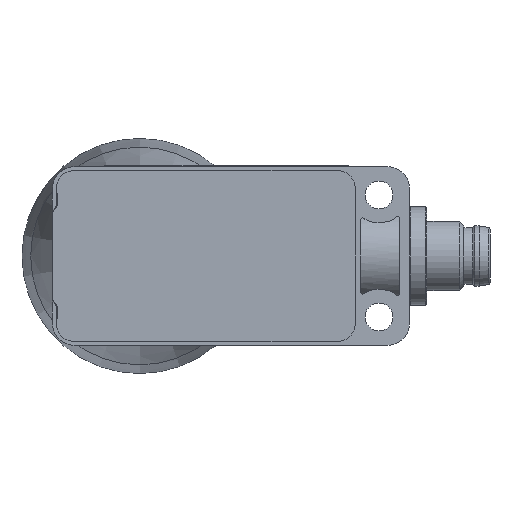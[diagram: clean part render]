
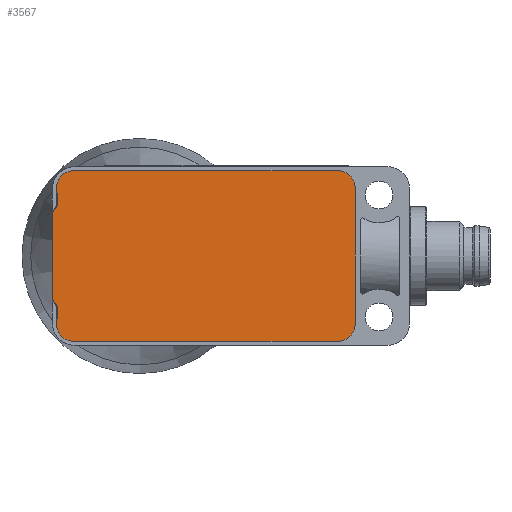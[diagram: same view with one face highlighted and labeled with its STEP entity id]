
A CAD part, left-side view. The second image highlights one B-rep face of the part: STEP entity #3567.
In plain terms, the highlighted planar face has unit normal (-1, 0, 0).
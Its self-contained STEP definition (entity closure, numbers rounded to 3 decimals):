
#124=CIRCLE('',#3932,2.062);
#125=CIRCLE('',#3933,2.062);
#126=CIRCLE('',#3934,2.062);
#127=CIRCLE('',#3935,2.062);
#128=CIRCLE('',#3936,2.063);
#129=CIRCLE('',#3937,0.1);
#130=CIRCLE('',#3938,0.1);
#131=CIRCLE('',#3939,0.1);
#132=CIRCLE('',#3940,0.1);
#133=CIRCLE('',#3941,2.063);
#342=FACE_OUTER_BOUND('',#536,.T.);
#536=EDGE_LOOP('',(#2439,#2440,#2441,#2442,#2443,#2444,#2445,#2446,#2447,
#2448,#2449,#2450,#2451,#2452,#2453,#2454,#2455,#2456,#2457,#2458,#2459,
#2460,#2461,#2462,#2463,#2464,#2465,#2466));
#774=LINE('',#5594,#1109);
#777=LINE('',#5605,#1112);
#781=LINE('',#5616,#1116);
#785=LINE('',#5626,#1120);
#790=LINE('',#5636,#1125);
#802=LINE('',#5660,#1137);
#832=LINE('',#5722,#1167);
#833=LINE('',#5726,#1168);
#834=LINE('',#5730,#1169);
#835=LINE('',#5734,#1170);
#836=LINE('',#5737,#1171);
#837=LINE('',#5740,#1172);
#838=LINE('',#5742,#1173);
#839=LINE('',#5746,#1174);
#840=LINE('',#5750,#1175);
#841=LINE('',#5754,#1176);
#842=LINE('',#5758,#1177);
#843=LINE('',#5759,#1178);
#1109=VECTOR('',#4372,1000.);
#1112=VECTOR('',#4381,1000.);
#1116=VECTOR('',#4389,1000.);
#1120=VECTOR('',#4397,1000.);
#1125=VECTOR('',#4404,1000.);
#1137=VECTOR('',#4418,1000.);
#1167=VECTOR('',#4472,1000.);
#1168=VECTOR('',#4475,1000.);
#1169=VECTOR('',#4478,1000.);
#1170=VECTOR('',#4481,1000.);
#1171=VECTOR('',#4484,1000.);
#1172=VECTOR('',#4487,1000.);
#1173=VECTOR('',#4488,1000.);
#1174=VECTOR('',#4491,1000.);
#1175=VECTOR('',#4494,1000.);
#1176=VECTOR('',#4497,1000.);
#1177=VECTOR('',#4500,1000.);
#1178=VECTOR('',#4501,1000.);
#1459=VERTEX_POINT('',#5592);
#1460=VERTEX_POINT('',#5593);
#1463=VERTEX_POINT('',#5601);
#1465=VERTEX_POINT('',#5604);
#1469=VERTEX_POINT('',#5613);
#1470=VERTEX_POINT('',#5615);
#1472=VERTEX_POINT('',#5620);
#1474=VERTEX_POINT('',#5624);
#1478=VERTEX_POINT('',#5634);
#1489=VERTEX_POINT('',#5659);
#1509=VERTEX_POINT('',#5721);
#1510=VERTEX_POINT('',#5723);
#1511=VERTEX_POINT('',#5725);
#1512=VERTEX_POINT('',#5727);
#1513=VERTEX_POINT('',#5729);
#1514=VERTEX_POINT('',#5731);
#1515=VERTEX_POINT('',#5733);
#1516=VERTEX_POINT('',#5735);
#1517=VERTEX_POINT('',#5739);
#1518=VERTEX_POINT('',#5741);
#1519=VERTEX_POINT('',#5743);
#1520=VERTEX_POINT('',#5745);
#1521=VERTEX_POINT('',#5747);
#1522=VERTEX_POINT('',#5749);
#1523=VERTEX_POINT('',#5751);
#1524=VERTEX_POINT('',#5753);
#1525=VERTEX_POINT('',#5755);
#1526=VERTEX_POINT('',#5757);
#1819=EDGE_CURVE('',#1459,#1460,#774,.F.);
#1824=EDGE_CURVE('',#1463,#1465,#777,.T.);
#1829=EDGE_CURVE('',#1469,#1470,#781,.F.);
#1834=EDGE_CURVE('',#1474,#1472,#785,.T.);
#1839=EDGE_CURVE('',#1459,#1478,#790,.F.);
#1851=EDGE_CURVE('',#1489,#1470,#802,.F.);
#1885=EDGE_CURVE('',#1509,#1478,#832,.F.);
#1886=EDGE_CURVE('',#1510,#1509,#124,.T.);
#1887=EDGE_CURVE('',#1511,#1510,#833,.F.);
#1888=EDGE_CURVE('',#1512,#1511,#125,.T.);
#1889=EDGE_CURVE('',#1513,#1512,#834,.F.);
#1890=EDGE_CURVE('',#1514,#1513,#126,.T.);
#1891=EDGE_CURVE('',#1515,#1514,#835,.F.);
#1892=EDGE_CURVE('',#1516,#1515,#127,.T.);
#1893=EDGE_CURVE('',#1489,#1516,#836,.F.);
#1894=EDGE_CURVE('',#1472,#1469,#128,.T.);
#1895=EDGE_CURVE('',#1517,#1474,#837,.T.);
#1896=EDGE_CURVE('',#1518,#1517,#838,.T.);
#1897=EDGE_CURVE('',#1518,#1519,#129,.T.);
#1898=EDGE_CURVE('',#1520,#1519,#839,.T.);
#1899=EDGE_CURVE('',#1521,#1520,#130,.T.);
#1900=EDGE_CURVE('',#1522,#1521,#840,.T.);
#1901=EDGE_CURVE('',#1523,#1522,#131,.T.);
#1902=EDGE_CURVE('',#1524,#1523,#841,.T.);
#1903=EDGE_CURVE('',#1524,#1525,#132,.T.);
#1904=EDGE_CURVE('',#1526,#1525,#842,.T.);
#1905=EDGE_CURVE('',#1465,#1526,#843,.T.);
#1906=EDGE_CURVE('',#1460,#1463,#133,.T.);
#2439=ORIENTED_EDGE('',*,*,#1839,.T.);
#2440=ORIENTED_EDGE('',*,*,#1885,.F.);
#2441=ORIENTED_EDGE('',*,*,#1886,.F.);
#2442=ORIENTED_EDGE('',*,*,#1887,.F.);
#2443=ORIENTED_EDGE('',*,*,#1888,.F.);
#2444=ORIENTED_EDGE('',*,*,#1889,.F.);
#2445=ORIENTED_EDGE('',*,*,#1890,.F.);
#2446=ORIENTED_EDGE('',*,*,#1891,.F.);
#2447=ORIENTED_EDGE('',*,*,#1892,.F.);
#2448=ORIENTED_EDGE('',*,*,#1893,.F.);
#2449=ORIENTED_EDGE('',*,*,#1851,.T.);
#2450=ORIENTED_EDGE('',*,*,#1829,.F.);
#2451=ORIENTED_EDGE('',*,*,#1894,.F.);
#2452=ORIENTED_EDGE('',*,*,#1834,.F.);
#2453=ORIENTED_EDGE('',*,*,#1895,.F.);
#2454=ORIENTED_EDGE('',*,*,#1896,.F.);
#2455=ORIENTED_EDGE('',*,*,#1897,.T.);
#2456=ORIENTED_EDGE('',*,*,#1898,.F.);
#2457=ORIENTED_EDGE('',*,*,#1899,.F.);
#2458=ORIENTED_EDGE('',*,*,#1900,.F.);
#2459=ORIENTED_EDGE('',*,*,#1901,.F.);
#2460=ORIENTED_EDGE('',*,*,#1902,.F.);
#2461=ORIENTED_EDGE('',*,*,#1903,.T.);
#2462=ORIENTED_EDGE('',*,*,#1904,.F.);
#2463=ORIENTED_EDGE('',*,*,#1905,.F.);
#2464=ORIENTED_EDGE('',*,*,#1824,.F.);
#2465=ORIENTED_EDGE('',*,*,#1906,.F.);
#2466=ORIENTED_EDGE('',*,*,#1819,.F.);
#3269=PLANE('',#3931);
#3567=ADVANCED_FACE('',(#342),#3269,.F.);
#3931=AXIS2_PLACEMENT_3D('',#5720,#4470,#4471);
#3932=AXIS2_PLACEMENT_3D('',#5724,#4473,#4474);
#3933=AXIS2_PLACEMENT_3D('',#5728,#4476,#4477);
#3934=AXIS2_PLACEMENT_3D('',#5732,#4479,#4480);
#3935=AXIS2_PLACEMENT_3D('',#5736,#4482,#4483);
#3936=AXIS2_PLACEMENT_3D('',#5738,#4485,#4486);
#3937=AXIS2_PLACEMENT_3D('',#5744,#4489,#4490);
#3938=AXIS2_PLACEMENT_3D('',#5748,#4492,#4493);
#3939=AXIS2_PLACEMENT_3D('',#5752,#4495,#4496);
#3940=AXIS2_PLACEMENT_3D('',#5756,#4498,#4499);
#3941=AXIS2_PLACEMENT_3D('',#5760,#4502,#4503);
#4372=DIRECTION('',(0.,0.,1.));
#4381=DIRECTION('',(0.,0.,1.));
#4389=DIRECTION('',(0.,0.,1.));
#4397=DIRECTION('',(0.,0.,1.));
#4404=DIRECTION('',(0.,-0.44,-0.898));
#4418=DIRECTION('',(0.,0.44,-0.898));
#4470=DIRECTION('center_axis',(1.,0.,0.));
#4471=DIRECTION('ref_axis',(0.,0.,-1.));
#4472=DIRECTION('',(0.,0.,-1.));
#4473=DIRECTION('center_axis',(1.,0.,0.));
#4474=DIRECTION('ref_axis',(0.,0.,-1.));
#4475=DIRECTION('',(0.,-1.,0.));
#4476=DIRECTION('center_axis',(1.,0.,0.));
#4477=DIRECTION('ref_axis',(0.,0.,-1.));
#4478=DIRECTION('',(0.,0.,1.));
#4479=DIRECTION('center_axis',(1.,0.,0.));
#4480=DIRECTION('ref_axis',(0.,0.,-1.));
#4481=DIRECTION('',(0.,1.,0.));
#4482=DIRECTION('center_axis',(1.,0.,0.));
#4483=DIRECTION('ref_axis',(0.,0.,-1.));
#4484=DIRECTION('',(0.,0.,-1.));
#4485=DIRECTION('center_axis',(1.,0.,0.));
#4486=DIRECTION('ref_axis',(0.,0.,-1.));
#4487=DIRECTION('',(0.,-0.574,0.819));
#4488=DIRECTION('',(0.,-0.6,0.8));
#4489=DIRECTION('center_axis',(1.,0.,0.));
#4490=DIRECTION('ref_axis',(0.,0.,-1.));
#4491=DIRECTION('',(0.,-0.952,0.305));
#4492=DIRECTION('center_axis',(1.,0.,0.));
#4493=DIRECTION('ref_axis',(0.,0.,-1.));
#4494=DIRECTION('',(0.,0.,1.));
#4495=DIRECTION('center_axis',(1.,0.,0.));
#4496=DIRECTION('ref_axis',(0.,0.,-1.));
#4497=DIRECTION('',(0.,0.952,0.305));
#4498=DIRECTION('center_axis',(1.,0.,0.));
#4499=DIRECTION('ref_axis',(0.,0.,-1.));
#4500=DIRECTION('',(0.,0.6,0.8));
#4501=DIRECTION('',(0.,0.574,0.819));
#4502=DIRECTION('center_axis',(1.,0.,0.));
#4503=DIRECTION('ref_axis',(0.,0.,-1.));
#5592=CARTESIAN_POINT('',(-14.83,9.561,-5.831));
#5593=CARTESIAN_POINT('',(-14.83,9.561,-7.677));
#5594=CARTESIAN_POINT('',(-14.83,9.561,7.75));
#5601=CARTESIAN_POINT('',(-14.83,9.393,-6.931));
#5604=CARTESIAN_POINT('',(-14.83,9.393,-5.856));
#5605=CARTESIAN_POINT('',(-14.83,9.393,-7.25));
#5613=CARTESIAN_POINT('',(-14.83,9.561,7.677));
#5615=CARTESIAN_POINT('',(-14.83,9.561,5.831));
#5616=CARTESIAN_POINT('',(-14.83,9.561,7.75));
#5620=CARTESIAN_POINT('',(-14.83,9.393,6.931));
#5624=CARTESIAN_POINT('',(-14.83,9.393,5.856));
#5626=CARTESIAN_POINT('',(-14.83,9.393,5.856));
#5634=CARTESIAN_POINT('',(-14.83,9.562,-5.83));
#5636=CARTESIAN_POINT('',(-14.83,8.678,-7.632));
#5659=CARTESIAN_POINT('',(-14.83,9.562,5.83));
#5660=CARTESIAN_POINT('',(-14.83,2.552,20.129));
#5720=CARTESIAN_POINT('Origin',(-14.83,-22.7,7.75));
#5721=CARTESIAN_POINT('',(-14.83,9.562,-7.75));
#5722=CARTESIAN_POINT('',(-14.83,9.562,-7.75));
#5723=CARTESIAN_POINT('',(-14.83,7.5,-9.812));
#5724=CARTESIAN_POINT('Origin',(-14.83,7.5,-7.75));
#5725=CARTESIAN_POINT('',(-14.83,-22.7,-9.812));
#5726=CARTESIAN_POINT('',(-14.83,-22.7,-9.812));
#5727=CARTESIAN_POINT('',(-14.83,-24.762,-7.75));
#5728=CARTESIAN_POINT('Origin',(-14.83,-22.7,-7.75));
#5729=CARTESIAN_POINT('',(-14.83,-24.762,7.75));
#5730=CARTESIAN_POINT('',(-14.83,-24.762,7.75));
#5731=CARTESIAN_POINT('',(-14.83,-22.7,9.812));
#5732=CARTESIAN_POINT('Origin',(-14.83,-22.7,7.75));
#5733=CARTESIAN_POINT('',(-14.83,7.5,9.812));
#5734=CARTESIAN_POINT('',(-14.83,7.5,9.812));
#5735=CARTESIAN_POINT('',(-14.83,9.562,7.75));
#5736=CARTESIAN_POINT('Origin',(-14.83,7.5,7.75));
#5737=CARTESIAN_POINT('',(-14.83,9.562,-7.75));
#5738=CARTESIAN_POINT('Origin',(-14.83,7.5,7.75));
#5739=CARTESIAN_POINT('',(-14.83,9.867,5.179));
#5740=CARTESIAN_POINT('',(-14.83,9.867,5.179));
#5741=CARTESIAN_POINT('',(-14.83,9.869,5.176));
#5742=CARTESIAN_POINT('',(-14.83,9.869,5.176));
#5743=CARTESIAN_POINT('',(-14.83,9.918,5.141));
#5744=CARTESIAN_POINT('Origin',(-14.83,9.949,5.236));
#5745=CARTESIAN_POINT('',(-14.83,9.923,5.139));
#5746=CARTESIAN_POINT('',(-14.83,9.923,5.139));
#5747=CARTESIAN_POINT('',(-14.83,9.992,5.044));
#5748=CARTESIAN_POINT('Origin',(-14.83,9.892,5.044));
#5749=CARTESIAN_POINT('',(-14.83,9.992,-5.044));
#5750=CARTESIAN_POINT('',(-14.83,9.992,-5.044));
#5751=CARTESIAN_POINT('',(-14.83,9.923,-5.139));
#5752=CARTESIAN_POINT('Origin',(-14.83,9.892,-5.044));
#5753=CARTESIAN_POINT('',(-14.83,9.918,-5.141));
#5754=CARTESIAN_POINT('',(-14.83,9.918,-5.141));
#5755=CARTESIAN_POINT('',(-14.83,9.869,-5.176));
#5756=CARTESIAN_POINT('Origin',(-14.83,9.949,-5.236));
#5757=CARTESIAN_POINT('',(-14.83,9.867,-5.179));
#5758=CARTESIAN_POINT('',(-14.83,9.867,-5.179));
#5759=CARTESIAN_POINT('',(-14.83,9.393,-5.856));
#5760=CARTESIAN_POINT('Origin',(-14.83,7.5,-7.75));
